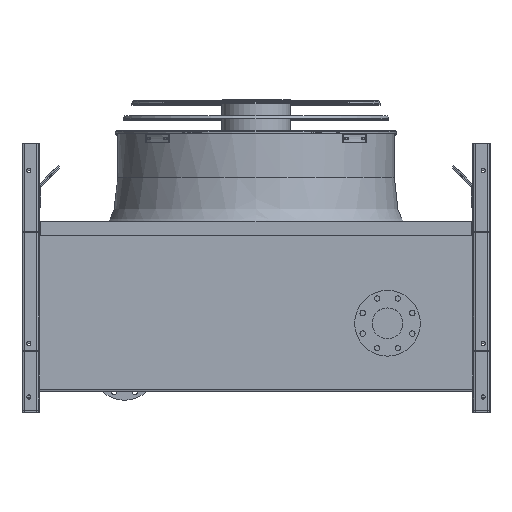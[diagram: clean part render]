
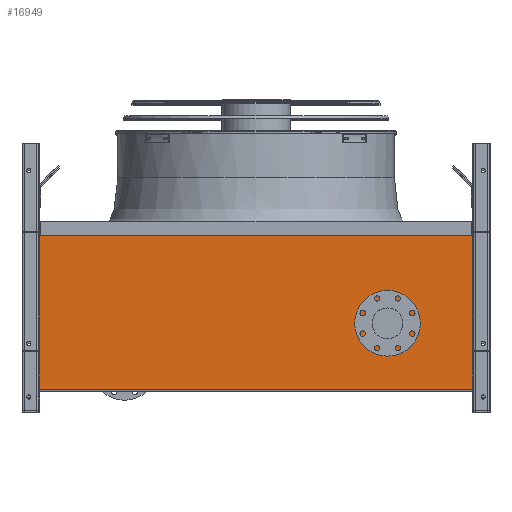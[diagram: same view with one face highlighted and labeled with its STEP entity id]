
A CAD part, top view. The second image highlights one B-rep face of the part: STEP entity #16949.
In plain terms, the highlighted planar face has unit normal (0, 0, 1).
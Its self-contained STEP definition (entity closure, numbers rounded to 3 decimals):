
#1069 = VECTOR ( 'NONE', #1962, 1000. ) ;
#1885 = VECTOR ( 'NONE', #7335, 1000. ) ;
#1962 = DIRECTION ( 'NONE',  ( 1., 0., 0. ) ) ;
#2255 = CARTESIAN_POINT ( 'NONE',  ( -725., 0., 240. ) ) ;
#2788 = CARTESIAN_POINT ( 'NONE',  ( 725., 0., 240. ) ) ;
#3359 = EDGE_CURVE ( 'NONE', #11790, #3393, #12921, .T. ) ;
#3393 = VERTEX_POINT ( 'NONE', #3904 ) ;
#3543 = EDGE_CURVE ( 'NONE', #3393, #12409, #16442, .T. ) ;
#3902 = ORIENTED_EDGE ( 'NONE', *, *, #3359, .T. ) ;
#3904 = CARTESIAN_POINT ( 'NONE',  ( -725., 0., 240. ) ) ;
#4242 = EDGE_LOOP ( 'NONE', ( #16139 ) ) ;
#4437 = DIRECTION ( 'NONE',  ( 0., -1., 0. ) ) ;
#4541 = ORIENTED_EDGE ( 'NONE', *, *, #6924, .T. ) ;
#4573 = CARTESIAN_POINT ( 'NONE',  ( -725., 515., 240. ) ) ;
#4850 = CARTESIAN_POINT ( 'NONE',  ( 725., 515., 240. ) ) ;
#5027 = EDGE_CURVE ( 'NONE', #5683, #11790, #6133, .T. ) ;
#5683 = VERTEX_POINT ( 'NONE', #4850 ) ;
#5965 = DIRECTION ( 'NONE',  ( 1., 0., 0. ) ) ;
#5987 = DIRECTION ( 'NONE',  ( 0., 0., 1. ) ) ;
#6035 = PLANE ( 'NONE',  #6693 ) ;
#6121 = CARTESIAN_POINT ( 'NONE',  ( 0., 0., 240. ) ) ;
#6133 = LINE ( 'NONE', #10054, #12704 ) ;
#6693 = AXIS2_PLACEMENT_3D ( 'NONE', #6121, #5987, #5965 ) ;
#6924 = EDGE_CURVE ( 'NONE', #12409, #5683, #17709, .T. ) ;
#7335 = DIRECTION ( 'NONE',  ( 0., 1., 0. ) ) ;
#7340 = FACE_OUTER_BOUND ( 'NONE', #15595, .T. ) ;
#7351 = CARTESIAN_POINT ( 'NONE',  ( 725., 0., 240. ) ) ;
#7604 = CARTESIAN_POINT ( 'NONE',  ( -725., 515., 240. ) ) ;
#8448 = ORIENTED_EDGE ( 'NONE', *, *, #3543, .T. ) ;
#8919 = DIRECTION ( 'NONE',  ( 1., 0., 0. ) ) ;
#8966 = DIRECTION ( 'NONE',  ( 0., 0., 1. ) ) ;
#9070 = VECTOR ( 'NONE', #4437, 1000. ) ;
#9140 = CARTESIAN_POINT ( 'NONE',  ( 440., 220., 240. ) ) ;
#9522 = CIRCLE ( 'NONE', #15023, 54. ) ;
#9764 = VERTEX_POINT ( 'NONE', #17628 ) ;
#9842 = DIRECTION ( 'NONE',  ( -1., 0., 0. ) ) ;
#10054 = CARTESIAN_POINT ( 'NONE',  ( 725., 515., 240. ) ) ;
#10904 = EDGE_CURVE ( 'NONE', #9764, #9764, #9522, .T. ) ;
#11790 = VERTEX_POINT ( 'NONE', #7604 ) ;
#12409 = VERTEX_POINT ( 'NONE', #2788 ) ;
#12704 = VECTOR ( 'NONE', #9842, 1000. ) ;
#12789 = ORIENTED_EDGE ( 'NONE', *, *, #5027, .T. ) ;
#12921 = LINE ( 'NONE', #4573, #9070 ) ;
#15023 = AXIS2_PLACEMENT_3D ( 'NONE', #9140, #8966, #8919 ) ;
#15595 = EDGE_LOOP ( 'NONE', ( #3902, #8448, #4541, #12789 ) ) ;
#16139 = ORIENTED_EDGE ( 'NONE', *, *, #10904, .F. ) ;
#16442 = LINE ( 'NONE', #2255, #1069 ) ;
#16540 = FACE_BOUND ( 'NONE', #4242, .T. ) ;
#16949 = ADVANCED_FACE ( 'NONE', ( #7340, #16540 ), #6035, .T. ) ;
#17628 = CARTESIAN_POINT ( 'NONE',  ( 494., 220., 240. ) ) ;
#17709 = LINE ( 'NONE', #7351, #1885 ) ;
